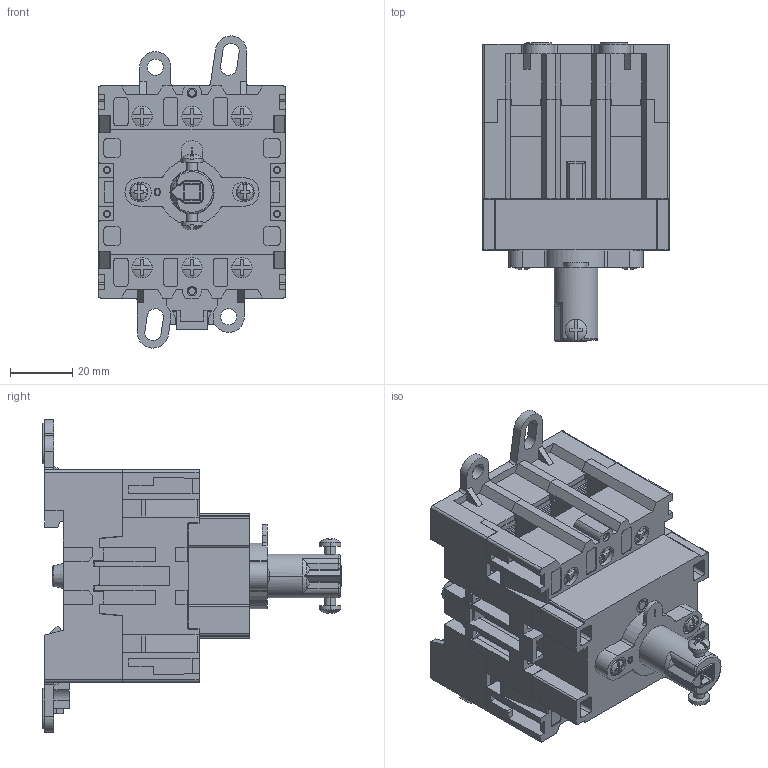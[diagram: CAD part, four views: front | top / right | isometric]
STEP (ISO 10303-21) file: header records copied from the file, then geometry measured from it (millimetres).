
FILE_DESCRIPTION((''),'2;1');
FILE_NAME('DS1003B_P_ASM_ASM','2022-09-27T11:19:29',('alessandro.buglione'),(''),'CREO PARAMETRIC BY PTC INC, 2022014','CREO PARAMETRIC BY PTC INC, 2022014','');
FILE_SCHEMA(('CONFIG_CONTROL_DESIGN'));
Length unit declared in the file: millimetre
Products named in the file (14): 6009_PIENO; 6010_PIENO; 6007_PIENO; 6008_PIENO; 5122_; 6015; 6016_PIENO; 6971; 6051-001H; 6377_002; 6744; 4898-015_1; DSXXXXB_3D_ASM_ASM; DS1003B_P_ASM_ASM
Assembly tree (25 placements, depth 3):
  DS1003B_P_ASM_ASM
    DSXXXXB_3D_ASM_ASM
      6009_PIENO
      6010_PIENO
      6007_PIENO
      6008_PIENO
      5122_  x6
      6015  x6
      6016_PIENO
      6971
      6051-001H
      6377_002  x2
      6744
      4898-015_1  x2
Bounding box: 60 x 95.5 x 99.97 mm (x, y, z)
Volume: 180384.8 mm3; surface area: 88623.9 mm2
Topology: 25 solids, 26 shells, 2423 faces, 6780 edges, 4478 vertices
Faces by surface type: plane 1771, cylinder 537, torus 66, cone 24, sphere 21, bspline 4
Entity records: 57603 total; most frequent: CARTESIAN_POINT 11046, ORIENTED_EDGE 9826, DIRECTION 9414, EDGE_CURVE 4913, VECTOR 3790, LINE 3790, VERTEX_POINT 3268, AXIS2_PLACEMENT_3D 2812
